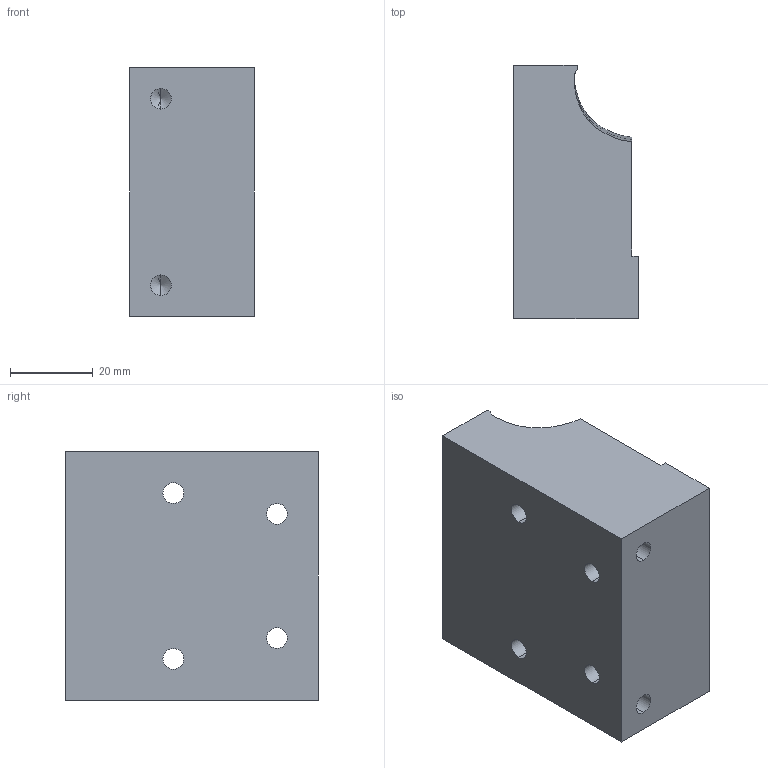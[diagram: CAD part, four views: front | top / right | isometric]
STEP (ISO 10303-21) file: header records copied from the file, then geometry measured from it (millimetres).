
FILE_DESCRIPTION (( 'STEP AP203' ), '1' );
FILE_NAME ('UXF002EP01-B Bloc position Steampod - Partie gauche.STEP', '2016-09-29T10:14:45', ( '' ), ( '' ), 'SwSTEP 2.0', 'SolidWorks 2015', '' );
FILE_SCHEMA (( 'CONFIG_CONTROL_DESIGN' ));
Length unit declared in the file: millimetre
Products named in the file (1): UXF002EP01-B Bloc position Steampod - Partie gauche
Bounding box: 30 x 61 x 60 mm (x, y, z)
Volume: 90460.9 mm3; surface area: 16027.1 mm2
Topology: 1 solids, 1 shells, 36 faces, 94 edges, 58 vertices
Faces by surface type: cylinder 12, plane 11, bspline 9, cone 4
Entity records: 1474 total; most frequent: CARTESIAN_POINT 552, ORIENTED_EDGE 180, DIRECTION 166, EDGE_CURVE 90, AXIS2_PLACEMENT_3D 64, VERTEX_POINT 58, EDGE_LOOP 46, VECTOR 38
